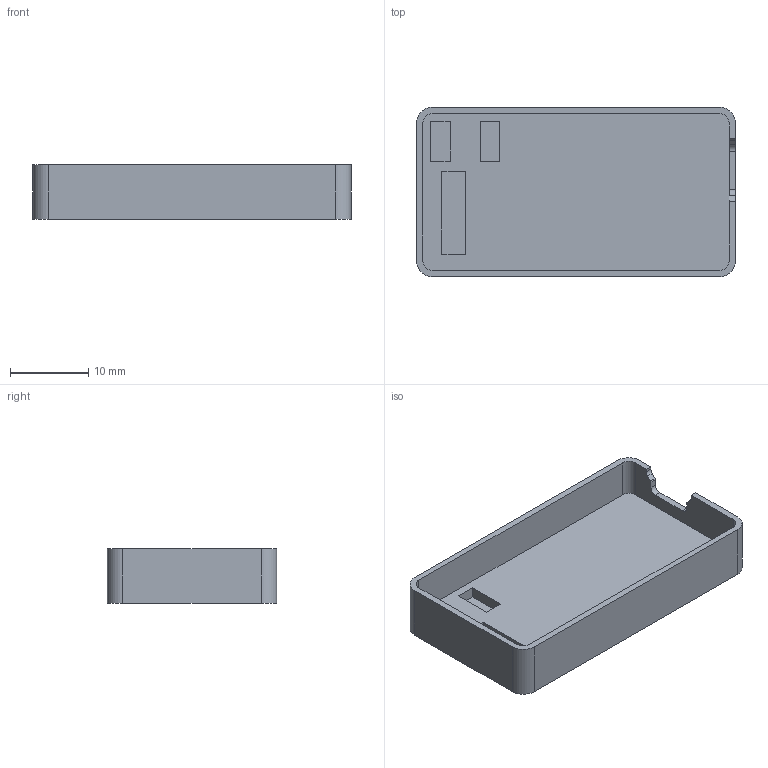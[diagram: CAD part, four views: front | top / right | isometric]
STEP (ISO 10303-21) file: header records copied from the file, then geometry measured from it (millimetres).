
FILE_DESCRIPTION( ( '' ), ' ' );
FILE_NAME( '5a59a2c4bdcb410f4b124ada.step', '2018-01-13T06:10:12', ( '' ), ( '' ), ' ', ' ', ' ' );
FILE_SCHEMA( ( 'AUTOMOTIVE_DESIGN { 1 0 10303 214 1 1 1 1 }' ) );
Length unit declared in the file: metre
Products named in the file (1): Bottom Case
Bounding box: 40.7 x 21.65 x 7 mm (x, y, z)
Volume: 2130 mm3; surface area: 3226.7 mm2
Topology: 1 solids, 1 shells, 47 faces, 126 edges, 84 vertices
Faces by surface type: plane 33, cylinder 14
Entity records: 1860 total; most frequent: CARTESIAN_POINT 258, ORIENTED_EDGE 252, DIRECTION 250, EDGE_CURVE 126, LINE 98, VECTOR 98, VERTEX_POINT 84, AXIS2_PLACEMENT_3D 76
